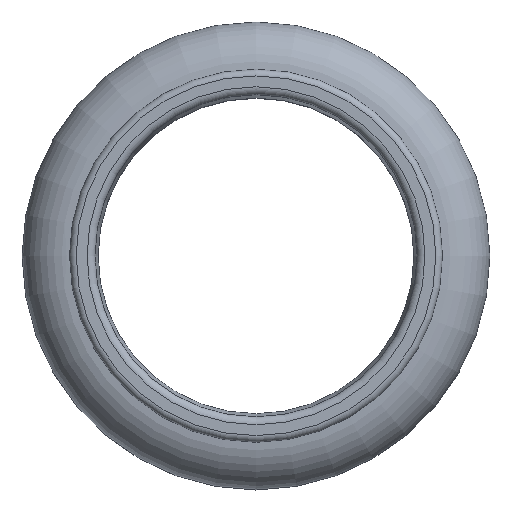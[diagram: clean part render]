
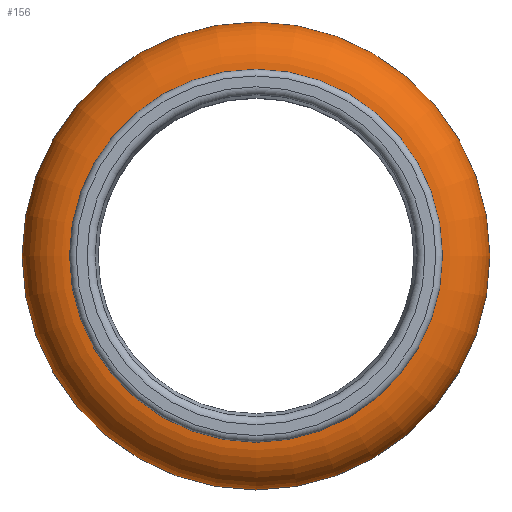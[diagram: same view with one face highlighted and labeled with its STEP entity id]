
A CAD part, top view. The second image highlights one B-rep face of the part: STEP entity #156.
In plain terms, the highlighted toroidal (fillet/blend) face has major radius 138 mm and minor radius 37 mm.
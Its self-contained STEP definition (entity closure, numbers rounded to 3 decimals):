
#127=TOROIDAL_SURFACE('',#515,138.,37.);
#156=ADVANCED_FACE('',(#221,#222),#127,.T.);
#221=FACE_BOUND('',#286,.T.);
#222=FACE_BOUND('',#287,.T.);
#286=EDGE_LOOP('',(#350));
#287=EDGE_LOOP('',(#351));
#350=ORIENTED_EDGE('',*,*,#424,.F.);
#351=ORIENTED_EDGE('',*,*,#425,.T.);
#391=VERTEX_POINT('',#736);
#392=VERTEX_POINT('',#739);
#424=EDGE_CURVE('',#391,#391,#456,.T.);
#425=EDGE_CURVE('',#392,#392,#457,.T.);
#456=CIRCLE('',#512,138.);
#457=CIRCLE('',#514,138.);
#512=AXIS2_PLACEMENT_3D('',#735,#627,#628);
#514=AXIS2_PLACEMENT_3D('',#738,#631,#632);
#515=AXIS2_PLACEMENT_3D('',#740,#633,#634);
#627=DIRECTION('',(0.,0.,1.));
#628=DIRECTION('',(-1.,0.,0.));
#631=DIRECTION('',(0.,0.,1.));
#632=DIRECTION('',(-1.,0.,0.));
#633=DIRECTION('',(0.,0.,1.));
#634=DIRECTION('',(-1.,0.,0.));
#735=CARTESIAN_POINT('',(0.,0.,183.));
#736=CARTESIAN_POINT('',(-138.,0.,183.));
#738=CARTESIAN_POINT('',(0.,0.,109.));
#739=CARTESIAN_POINT('',(-138.,0.,109.));
#740=CARTESIAN_POINT('',(0.,0.,146.));
